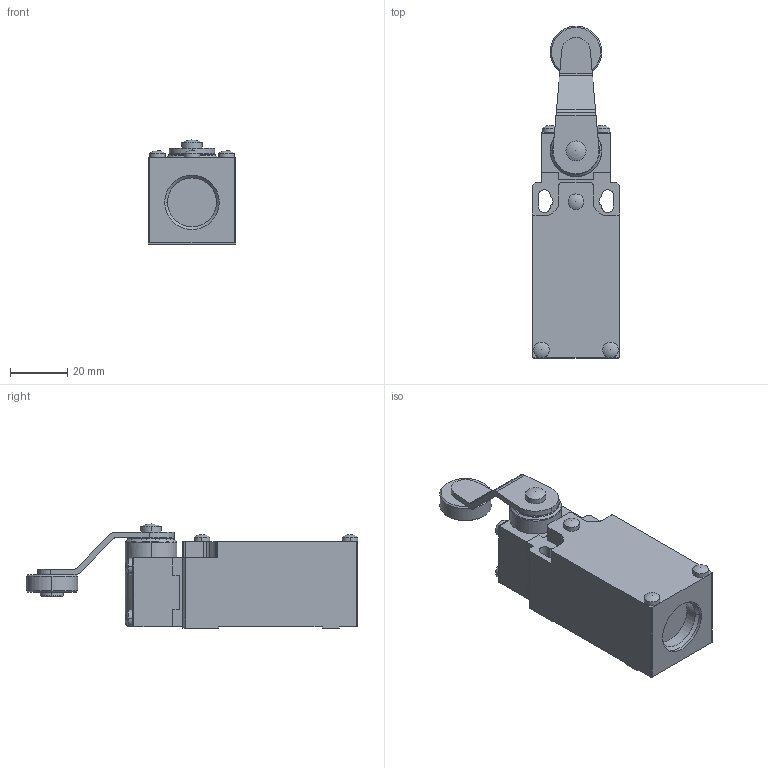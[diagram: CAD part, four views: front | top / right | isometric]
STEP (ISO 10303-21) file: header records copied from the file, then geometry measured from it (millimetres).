
FILE_DESCRIPTION (( 'STEP AP214' ), '1' );
FILE_NAME ('AAM2F46Z11.step', '2019-09-05T21:02:53', ( '' ), ( '' ), 'SwSTEP 2.0', 'SolidWorks 2018', '' );
FILE_SCHEMA (( 'AUTOMOTIVE_DESIGN' ));
Length unit declared in the file: inch
Products named in the file (1): AAM2F46Z11
Bounding box: 30.3 x 115.5 x 36.2 mm (x, y, z)
Volume: 66437.5 mm3; surface area: 16390.7 mm2
Topology: 3 solids, 3 shells, 218 faces, 575 edges, 368 vertices
Faces by surface type: plane 95, cylinder 93, sphere 12, cone 11, torus 7
Entity records: 9652 total; most frequent: CARTESIAN_POINT 1337, DIRECTION 1163, ORIENTED_EDGE 1134, EDGE_CURVE 567, AXIS2_PLACEMENT_3D 421, VERTEX_POINT 364, VECTOR 321, LINE 321
